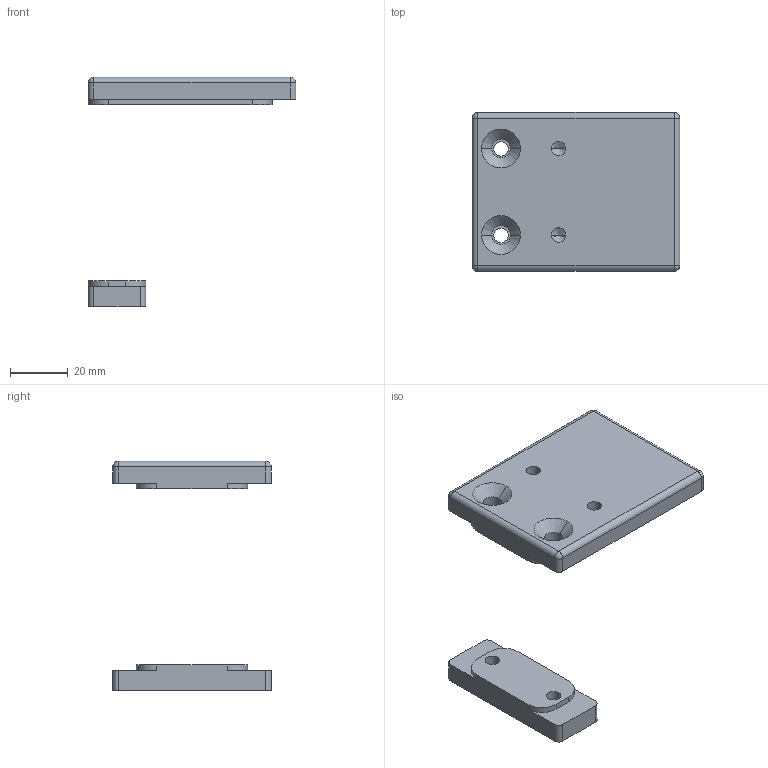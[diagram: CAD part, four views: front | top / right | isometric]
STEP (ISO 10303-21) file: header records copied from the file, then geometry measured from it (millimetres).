
FILE_DESCRIPTION(('CATIA V5 STEP Exchange'),'2;1');
FILE_NAME('support-poignee-spider.stp','2019-02-18T08:50:22+00:00',('none'),('none'),'CATIA Version 5-6 Release 2016','CATIA V5 STEP AP203','none');
FILE_SCHEMA(('CONFIG_CONTROL_DESIGN'));
Length unit declared in the file: millimetre
Products named in the file (1): dualtron
Bounding box: 72 x 55 x 79.6 mm (x, y, z)
Volume: 42170.8 mm3; surface area: 14084.7 mm2
Topology: 2 solids, 2 shells, 64 faces, 164 edges, 98 vertices
Faces by surface type: cylinder 32, plane 20, cone 8, sphere 4
Entity records: 1820 total; most frequent: ORIENTED_EDGE 312, CARTESIAN_POINT 309, DIRECTION 264, EDGE_CURVE 156, AXIS2_PLACEMENT_3D 123, VERTEX_POINT 98, VECTOR 88, LINE 88
